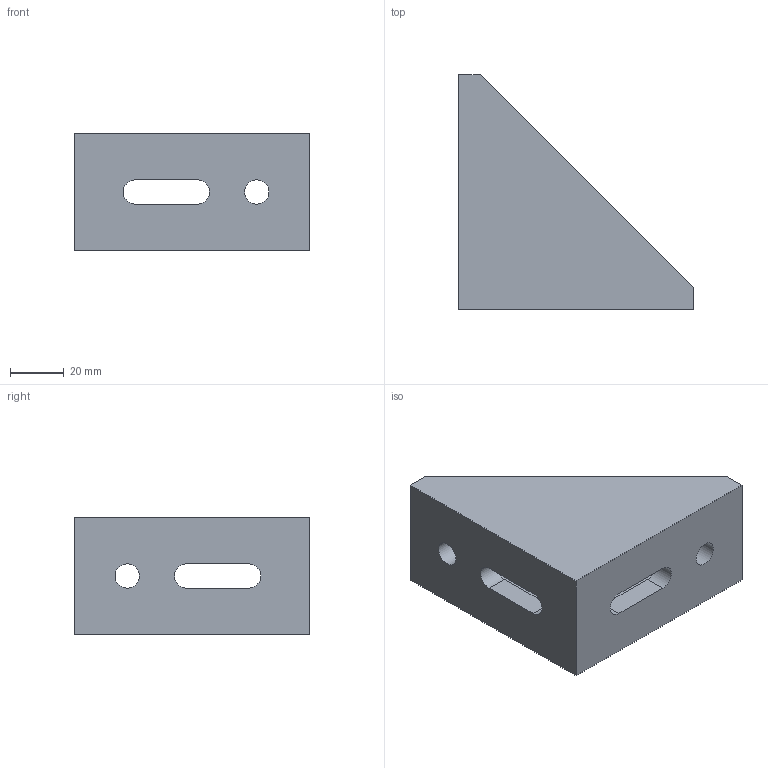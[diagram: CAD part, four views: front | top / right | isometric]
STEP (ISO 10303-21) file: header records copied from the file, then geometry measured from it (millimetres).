
FILE_DESCRIPTION(('STEP AP203'),'1');
FILE_NAME('FIXE00N1067.stp','2023-10-23T11:51:33',(' '),(' '),'Spatial InterOp 3D',' ',' ');
FILE_SCHEMA(('CONFIG_CONTROL_DESIGN'));
Length unit declared in the file: millimetre
Products named in the file (1): Equerre 87x87x43 Al sablé
Bounding box: 87 x 87 x 43 mm (x, y, z)
Volume: 98569.8 mm3; surface area: 29699.2 mm2
Topology: 1 solids, 1 shells, 23 faces, 61 edges, 40 vertices
Faces by surface type: plane 16, cylinder 7
Full cylindrical faces by diameter (mm): 9 x2
Entity records: 883 total; most frequent: CARTESIAN_POINT 119, DIRECTION 119, ORIENTED_EDGE 114, EDGE_CURVE 57, LINE 43, VECTOR 43, AXIS2_PLACEMENT_3D 38, VERTEX_POINT 38
